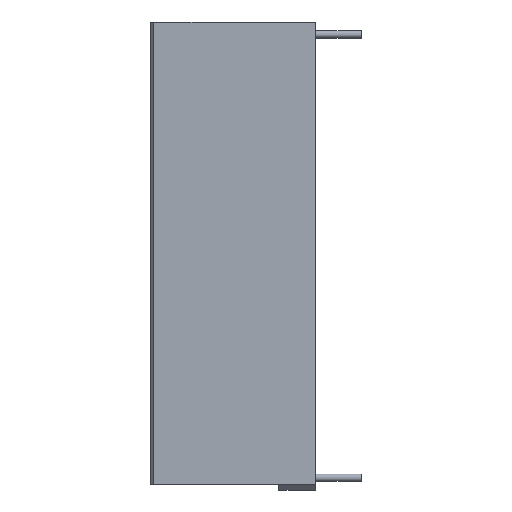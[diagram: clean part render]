
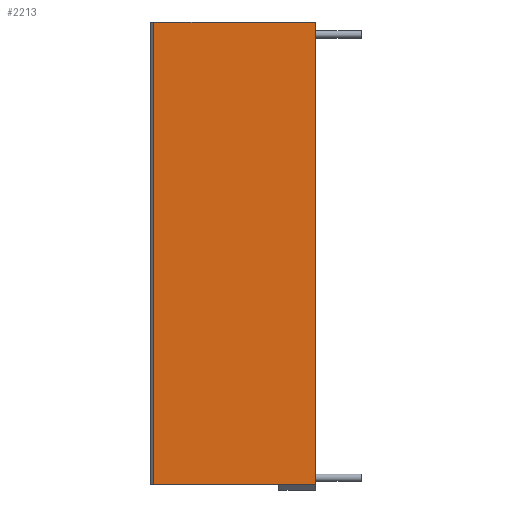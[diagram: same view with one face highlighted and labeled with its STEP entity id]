
A CAD part, left-side view. The second image highlights one B-rep face of the part: STEP entity #2213.
In plain terms, the highlighted free-form (B-spline) face has degree [1, 1] with [2, 2] control points.
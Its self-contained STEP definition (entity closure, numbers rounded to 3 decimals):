
#2178=CARTESIAN_POINT('F37',(-7.7,13.15,
   0.0));
#2179=CARTESIAN_POINT('F37',(-7.7,0.0,0.0));
#2180=CARTESIAN_POINT('F37',(-7.7,13.15,
   38.35));
#2181=CARTESIAN_POINT('F37',(-7.7,0.0,
   38.35));
#2182=B_SPLINE_SURFACE_WITH_KNOTS('F37',1,1,((#2178,#2180),(#2179,
   #2181)),.PLANE_SURF.,.F.,.F.,.U.,(2,2),(2,2),(0.0,1.0),(0.0,
   2.916),.UNSPECIFIED.);
#2183=CARTESIAN_POINT('V64',(-7.7,13.15,
   0.83));
#2184=VERTEX_POINT('V64',#2183);
#2185=CARTESIAN_POINT('V63',(-7.7,0.,
   0.83));
#2186=VERTEX_POINT('V63',#2185);
#2187=CARTESIAN_POINT('E90',(-7.7,13.15,
   0.83));
#2188=CARTESIAN_POINT('E90',(-7.7,0.,
   0.83));
#2189=B_SPLINE_CURVE_WITH_KNOTS('E90',1,(#2187,#2188),
   .POLYLINE_FORM.,.F.,.U.,(2,2),(0.0,16.541),
   .UNSPECIFIED.);
#2190=EDGE_CURVE('E90',#2184,#2186,#2189,.T.);
#2191=ORIENTED_EDGE('E90',*,*,#2190,.T.);
#2192=CARTESIAN_POINT('V77',(-7.7,0.,
   38.35));
#2193=VERTEX_POINT('V77',#2192);
#2194=CARTESIAN_POINT('E119',(-7.7,0.0,
   0.83));
#2195=CARTESIAN_POINT('E119',(-7.7,0.0,
   38.35));
#2196=B_SPLINE_CURVE_WITH_KNOTS('E119',1,(#2194,#2195),
   .POLYLINE_FORM.,.F.,.U.,(2,2),(0.063,
   2.916),.UNSPECIFIED.);
#2197=EDGE_CURVE('E119',#2186,#2193,#2196,.T.);
#2198=ORIENTED_EDGE('E119',*,*,#2197,.T.);
#2199=CARTESIAN_POINT('V76',(-7.7,13.15,
   38.35));
#2200=VERTEX_POINT('V76',#2199);
#2201=CARTESIAN_POINT('E109',(-7.7,0.0,
   38.35));
#2202=CARTESIAN_POINT('E109',(-7.7,13.15,
   38.35));
#2203=QUASI_UNIFORM_CURVE('E109',1,(#2201,#2202),.POLYLINE_FORM.,.F.,
   .U.);
#2204=EDGE_CURVE('E109',#2193,#2200,#2203,.T.);
#2205=ORIENTED_EDGE('E109',*,*,#2204,.T.);
#2206=CARTESIAN_POINT('E117',(-7.7,13.15,
   0.83));
#2207=CARTESIAN_POINT('E117',(-7.7,13.15,
   38.35));
#2208=B_SPLINE_CURVE_WITH_KNOTS('E117',1,(#2206,#2207),
   .POLYLINE_FORM.,.F.,.U.,(2,2),(2.348,
   108.47),.UNSPECIFIED.);
#2209=EDGE_CURVE('E117',#2184,#2200,#2208,.T.);
#2210=ORIENTED_EDGE('E117',*,*,#2209,.F.);
#2211=EDGE_LOOP('F37',(#2191,#2198,#2205,#2210));
#2212=FACE_OUTER_BOUND('F37',#2211,.T.);
#2213=ADVANCED_FACE('F37',(#2212),#2182,.T.);
